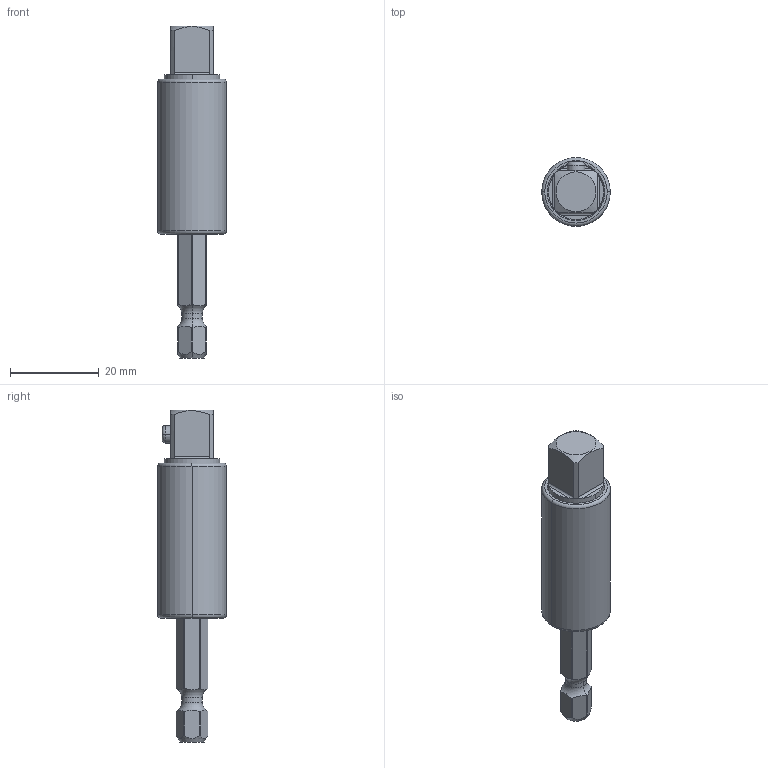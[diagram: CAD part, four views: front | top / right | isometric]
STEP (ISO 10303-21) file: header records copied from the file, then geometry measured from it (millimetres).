
FILE_DESCRIPTION((''),'2;1');
FILE_NAME('4027101716_ASM','2023-08-22T12:47:19',('A00565553'),(''),'CREO PARAMETRIC BY PTC INC, 2022414','CREO PARAMETRIC BY PTC INC, 2022414','');
FILE_SCHEMA(('CONFIG_CONTROL_DESIGN','GEOMETRIC_VALIDATION_PROPERTIES_MIM'));
Length unit declared in the file: millimetre
Products named in the file (3): 4027908293; 4027041706; 4027101716_ASM
Assembly tree (2 placements, depth 2):
  4027101716_ASM
    4027908293
    4027041706
Bounding box: 15.5 x 15.5 x 75 mm (x, y, z)
Volume: 7850.3 mm3; surface area: 6056.3 mm2
Topology: 3 solids, 3 shells, 105 faces, 248 edges, 154 vertices
Faces by surface type: cylinder 46, plane 27, torus 20, cone 10, bspline 2
Entity records: 4877 total; most frequent: CARTESIAN_POINT 1455, DIRECTION 512, ORIENTED_EDGE 496, PRESENTATION_STYLE_ASSIGNMENT 259, STYLED_ITEM 251, CURVE_STYLE 248, EDGE_CURVE 248, AXIS2_PLACEMENT_3D 218
